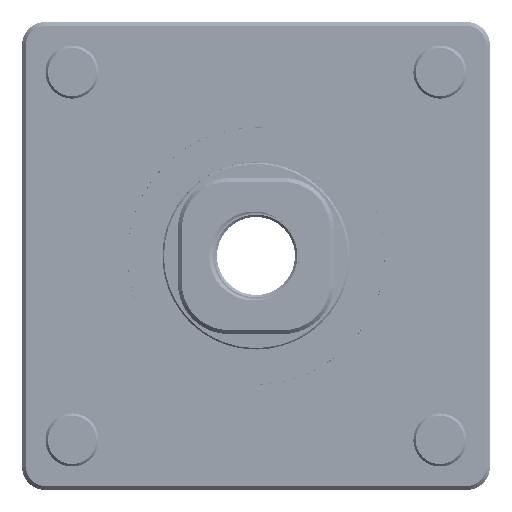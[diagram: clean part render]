
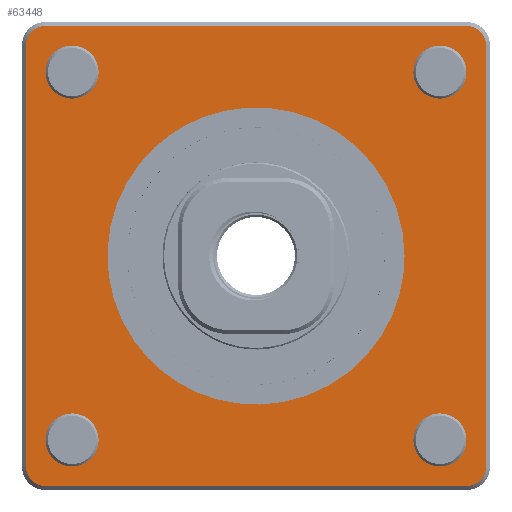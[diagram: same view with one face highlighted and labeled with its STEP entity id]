
A CAD part, front view. The second image highlights one B-rep face of the part: STEP entity #63448.
In plain terms, the highlighted free-form (B-spline) face has degree [1, 1] with [2, 2] control points.
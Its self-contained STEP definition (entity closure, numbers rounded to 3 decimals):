
#62757 = VERTEX_POINT('',#62758);
#62758 = CARTESIAN_POINT('',(32.397,0.,
    -29.652));
#62763 = EDGE_CURVE('',#62757,#62764,#62766,.T.);
#62764 = VERTEX_POINT('',#62765);
#62765 = CARTESIAN_POINT('',(32.397,0.,
    29.652));
#62766 = B_SPLINE_CURVE_WITH_KNOTS('',1,(#62767,#62768),.UNSPECIFIED.,
  .F.,.F.,(2,2),(0.,54.),.PIECEWISE_BEZIER_KNOTS.);
#62767 = CARTESIAN_POINT('',(32.397,0.,
    -29.652));
#62768 = CARTESIAN_POINT('',(32.397,0.,
    29.652));
#63429 = EDGE_CURVE('',#63430,#62757,#63432,.T.);
#63430 = VERTEX_POINT('',#63431);
#63431 = CARTESIAN_POINT('',(29.652,0.,
    -32.397));
#63432 = ( BOUNDED_CURVE() B_SPLINE_CURVE(2,(#63433,#63434,#63435),
.UNSPECIFIED.,.F.,.F.) B_SPLINE_CURVE_WITH_KNOTS((3,3),(0.,
1.571),.PIECEWISE_BEZIER_KNOTS.) CURVE() 
GEOMETRIC_REPRESENTATION_ITEM() RATIONAL_B_SPLINE_CURVE((1.,
0.707,1.)) REPRESENTATION_ITEM('') );
#63433 = CARTESIAN_POINT('',(29.652,0.,-32.397));
#63434 = CARTESIAN_POINT('',(32.397,0.,-32.397));
#63435 = CARTESIAN_POINT('',(32.397,0.,-29.652));
#63448 = ADVANCED_FACE('',(#63449,#63496,#63510,#63524,#63538,#63552),
  #63566,.F.);
#63449 = FACE_BOUND('',#63450,.F.);
#63450 = EDGE_LOOP('',(#63451,#63460,#63466,#63467,#63468,#63475,#63483,
    #63490));
#63451 = ORIENTED_EDGE('',*,*,#63452,.F.);
#63452 = EDGE_CURVE('',#63453,#63455,#63457,.T.);
#63453 = VERTEX_POINT('',#63454);
#63454 = CARTESIAN_POINT('',(29.652,0.,
    32.397));
#63455 = VERTEX_POINT('',#63456);
#63456 = CARTESIAN_POINT('',(-29.652,0.,
    32.397));
#63457 = B_SPLINE_CURVE_WITH_KNOTS('',1,(#63458,#63459),.UNSPECIFIED.,
  .F.,.F.,(2,2),(0.,54.),.PIECEWISE_BEZIER_KNOTS.);
#63458 = CARTESIAN_POINT('',(29.652,0.,32.397));
#63459 = CARTESIAN_POINT('',(-29.652,0.,32.397));
#63460 = ORIENTED_EDGE('',*,*,#63461,.F.);
#63461 = EDGE_CURVE('',#62764,#63453,#63462,.T.);
#63462 = ( BOUNDED_CURVE() B_SPLINE_CURVE(2,(#63463,#63464,#63465),
.UNSPECIFIED.,.F.,.F.) B_SPLINE_CURVE_WITH_KNOTS((3,3),(0.,
1.571),.PIECEWISE_BEZIER_KNOTS.) CURVE() 
GEOMETRIC_REPRESENTATION_ITEM() RATIONAL_B_SPLINE_CURVE((1.,
0.707,1.)) REPRESENTATION_ITEM('') );
#63463 = CARTESIAN_POINT('',(32.397,0.,29.652));
#63464 = CARTESIAN_POINT('',(32.397,0.,32.397));
#63465 = CARTESIAN_POINT('',(29.652,0.,32.397));
#63466 = ORIENTED_EDGE('',*,*,#62763,.F.);
#63467 = ORIENTED_EDGE('',*,*,#63429,.F.);
#63468 = ORIENTED_EDGE('',*,*,#63469,.F.);
#63469 = EDGE_CURVE('',#63470,#63430,#63472,.T.);
#63470 = VERTEX_POINT('',#63471);
#63471 = CARTESIAN_POINT('',(-29.652,0.,
    -32.397));
#63472 = B_SPLINE_CURVE_WITH_KNOTS('',1,(#63473,#63474),.UNSPECIFIED.,
  .F.,.F.,(2,2),(0.,54.),.PIECEWISE_BEZIER_KNOTS.);
#63473 = CARTESIAN_POINT('',(-29.652,0.,-32.397));
#63474 = CARTESIAN_POINT('',(29.652,0.,-32.397));
#63475 = ORIENTED_EDGE('',*,*,#63476,.F.);
#63476 = EDGE_CURVE('',#63477,#63470,#63479,.T.);
#63477 = VERTEX_POINT('',#63478);
#63478 = CARTESIAN_POINT('',(-32.397,0.,
    -29.652));
#63479 = ( BOUNDED_CURVE() B_SPLINE_CURVE(2,(#63480,#63481,#63482),
.UNSPECIFIED.,.F.,.F.) B_SPLINE_CURVE_WITH_KNOTS((3,3),(0.,
1.571),.PIECEWISE_BEZIER_KNOTS.) CURVE() 
GEOMETRIC_REPRESENTATION_ITEM() RATIONAL_B_SPLINE_CURVE((1.,
0.707,1.)) REPRESENTATION_ITEM('') );
#63480 = CARTESIAN_POINT('',(-32.397,0.,-29.652));
#63481 = CARTESIAN_POINT('',(-32.397,0.,-32.397));
#63482 = CARTESIAN_POINT('',(-29.652,0.,-32.397));
#63483 = ORIENTED_EDGE('',*,*,#63484,.F.);
#63484 = EDGE_CURVE('',#63485,#63477,#63487,.T.);
#63485 = VERTEX_POINT('',#63486);
#63486 = CARTESIAN_POINT('',(-32.397,0.,
    29.652));
#63487 = B_SPLINE_CURVE_WITH_KNOTS('',1,(#63488,#63489),.UNSPECIFIED.,
  .F.,.F.,(2,2),(0.,54.),.PIECEWISE_BEZIER_KNOTS.);
#63488 = CARTESIAN_POINT('',(-32.397,0.,
    29.652));
#63489 = CARTESIAN_POINT('',(-32.397,0.,
    -29.652));
#63490 = ORIENTED_EDGE('',*,*,#63491,.F.);
#63491 = EDGE_CURVE('',#63455,#63485,#63492,.T.);
#63492 = ( BOUNDED_CURVE() B_SPLINE_CURVE(2,(#63493,#63494,#63495),
.UNSPECIFIED.,.F.,.F.) B_SPLINE_CURVE_WITH_KNOTS((3,3),(0.,
1.571),.PIECEWISE_BEZIER_KNOTS.) CURVE() 
GEOMETRIC_REPRESENTATION_ITEM() RATIONAL_B_SPLINE_CURVE((1.,
0.707,1.)) REPRESENTATION_ITEM('') );
#63493 = CARTESIAN_POINT('',(-29.652,0.,32.397));
#63494 = CARTESIAN_POINT('',(-32.397,0.,32.397));
#63495 = CARTESIAN_POINT('',(-32.397,0.,29.652));
#63496 = FACE_BOUND('',#63497,.F.);
#63497 = EDGE_LOOP('',(#63498));
#63498 = ORIENTED_EDGE('',*,*,#63499,.T.);
#63499 = EDGE_CURVE('',#63500,#63500,#63502,.T.);
#63500 = VERTEX_POINT('',#63501);
#63501 = CARTESIAN_POINT('',(-23.427,0.,
    -25.898));
#63502 = ( BOUNDED_CURVE() B_SPLINE_CURVE(2,(#63503,#63504,#63505,#63506
    ,#63507,#63508,#63509),.UNSPECIFIED.,.T.,.F.) 
B_SPLINE_CURVE_WITH_KNOTS((1,2,2,2,2,1),(-2.094,0.,
    2.094,4.189,6.283,8.378),
.UNSPECIFIED.) CURVE() GEOMETRIC_REPRESENTATION_ITEM() 
RATIONAL_B_SPLINE_CURVE((1.,0.5,1.,0.5,1.,0.5,1.)) REPRESENTATION_ITEM(
  '') );
#63503 = CARTESIAN_POINT('',(-23.427,0.,
    -25.898));
#63504 = CARTESIAN_POINT('',(-23.427,0.,
    -21.618));
#63505 = CARTESIAN_POINT('',(-27.134,0.,
    -23.758));
#63506 = CARTESIAN_POINT('',(-30.84,0.,
    -25.898));
#63507 = CARTESIAN_POINT('',(-27.134,0.,
    -28.038));
#63508 = CARTESIAN_POINT('',(-23.427,0.,
    -30.178));
#63509 = CARTESIAN_POINT('',(-23.427,0.,
    -25.898));
#63510 = FACE_BOUND('',#63511,.F.);
#63511 = EDGE_LOOP('',(#63512));
#63512 = ORIENTED_EDGE('',*,*,#63513,.T.);
#63513 = EDGE_CURVE('',#63514,#63514,#63516,.T.);
#63514 = VERTEX_POINT('',#63515);
#63515 = CARTESIAN_POINT('',(-23.427,0.,
    25.898));
#63516 = ( BOUNDED_CURVE() B_SPLINE_CURVE(2,(#63517,#63518,#63519,#63520
    ,#63521,#63522,#63523),.UNSPECIFIED.,.T.,.F.) 
B_SPLINE_CURVE_WITH_KNOTS((1,2,2,2,2,1),(-2.094,0.,
    2.094,4.189,6.283,8.378),
.UNSPECIFIED.) CURVE() GEOMETRIC_REPRESENTATION_ITEM() 
RATIONAL_B_SPLINE_CURVE((1.,0.5,1.,0.5,1.,0.5,1.)) REPRESENTATION_ITEM(
  '') );
#63517 = CARTESIAN_POINT('',(-23.427,0.,
    25.898));
#63518 = CARTESIAN_POINT('',(-23.427,0.,
    30.178));
#63519 = CARTESIAN_POINT('',(-27.134,0.,
    28.038));
#63520 = CARTESIAN_POINT('',(-30.84,0.,
    25.898));
#63521 = CARTESIAN_POINT('',(-27.134,0.,
    23.758));
#63522 = CARTESIAN_POINT('',(-23.427,0.,
    21.618));
#63523 = CARTESIAN_POINT('',(-23.427,0.,
    25.898));
#63524 = FACE_BOUND('',#63525,.F.);
#63525 = EDGE_LOOP('',(#63526));
#63526 = ORIENTED_EDGE('',*,*,#63527,.T.);
#63527 = EDGE_CURVE('',#63528,#63528,#63530,.T.);
#63528 = VERTEX_POINT('',#63529);
#63529 = CARTESIAN_POINT('',(20.921,0.,0.));
#63530 = ( BOUNDED_CURVE() B_SPLINE_CURVE(2,(#63531,#63532,#63533,#63534
    ,#63535,#63536,#63537),.UNSPECIFIED.,.T.,.F.) 
B_SPLINE_CURVE_WITH_KNOTS((1,2,2,2,2,1),(-2.094,0.,
    2.094,4.189,6.283,8.378),
.UNSPECIFIED.) CURVE() GEOMETRIC_REPRESENTATION_ITEM() 
RATIONAL_B_SPLINE_CURVE((1.,0.5,1.,0.5,1.,0.5,1.)) REPRESENTATION_ITEM(
  '') );
#63531 = CARTESIAN_POINT('',(20.921,0.,0.));
#63532 = CARTESIAN_POINT('',(20.921,0.,
    36.236));
#63533 = CARTESIAN_POINT('',(-10.461,0.,
    18.118));
#63534 = CARTESIAN_POINT('',(-41.842,0.,
    0.));
#63535 = CARTESIAN_POINT('',(-10.461,0.,
    -18.118));
#63536 = CARTESIAN_POINT('',(20.921,0.,
    -36.236));
#63537 = CARTESIAN_POINT('',(20.921,0.,0.));
#63538 = FACE_BOUND('',#63539,.F.);
#63539 = EDGE_LOOP('',(#63540));
#63540 = ORIENTED_EDGE('',*,*,#63541,.T.);
#63541 = EDGE_CURVE('',#63542,#63542,#63544,.T.);
#63542 = VERTEX_POINT('',#63543);
#63543 = CARTESIAN_POINT('',(28.369,0.,
    -25.898));
#63544 = ( BOUNDED_CURVE() B_SPLINE_CURVE(2,(#63545,#63546,#63547,#63548
    ,#63549,#63550,#63551),.UNSPECIFIED.,.T.,.F.) 
B_SPLINE_CURVE_WITH_KNOTS((1,2,2,2,2,1),(-2.094,0.,
    2.094,4.189,6.283,8.378),
.UNSPECIFIED.) CURVE() GEOMETRIC_REPRESENTATION_ITEM() 
RATIONAL_B_SPLINE_CURVE((1.,0.5,1.,0.5,1.,0.5,1.)) REPRESENTATION_ITEM(
  '') );
#63545 = CARTESIAN_POINT('',(28.369,0.,
    -25.898));
#63546 = CARTESIAN_POINT('',(28.369,0.,
    -21.618));
#63547 = CARTESIAN_POINT('',(24.663,0.,
    -23.758));
#63548 = CARTESIAN_POINT('',(20.956,0.,
    -25.898));
#63549 = CARTESIAN_POINT('',(24.663,0.,
    -28.038));
#63550 = CARTESIAN_POINT('',(28.369,0.,
    -30.178));
#63551 = CARTESIAN_POINT('',(28.369,0.,
    -25.898));
#63552 = FACE_BOUND('',#63553,.F.);
#63553 = EDGE_LOOP('',(#63554));
#63554 = ORIENTED_EDGE('',*,*,#63555,.T.);
#63555 = EDGE_CURVE('',#63556,#63556,#63558,.T.);
#63556 = VERTEX_POINT('',#63557);
#63557 = CARTESIAN_POINT('',(28.369,0.,
    25.898));
#63558 = ( BOUNDED_CURVE() B_SPLINE_CURVE(2,(#63559,#63560,#63561,#63562
    ,#63563,#63564,#63565),.UNSPECIFIED.,.T.,.F.) 
B_SPLINE_CURVE_WITH_KNOTS((1,2,2,2,2,1),(-2.094,0.,
    2.094,4.189,6.283,8.378),
.UNSPECIFIED.) CURVE() GEOMETRIC_REPRESENTATION_ITEM() 
RATIONAL_B_SPLINE_CURVE((1.,0.5,1.,0.5,1.,0.5,1.)) REPRESENTATION_ITEM(
  '') );
#63559 = CARTESIAN_POINT('',(28.369,0.,
    25.898));
#63560 = CARTESIAN_POINT('',(28.369,0.,
    30.178));
#63561 = CARTESIAN_POINT('',(24.663,0.,
    28.038));
#63562 = CARTESIAN_POINT('',(20.956,0.,
    25.898));
#63563 = CARTESIAN_POINT('',(24.663,0.,
    23.758));
#63564 = CARTESIAN_POINT('',(28.369,0.,
    21.618));
#63565 = CARTESIAN_POINT('',(28.369,0.,
    25.898));
#63566 = B_SPLINE_SURFACE_WITH_KNOTS('',1,1,(
    (#63567,#63568)
    ,(#63569,#63570
  )),.UNSPECIFIED.,.F.,.F.,.F.,(2,2),(2,2),(-29.5,29.5),(-29.5,29.5),
  .PIECEWISE_BEZIER_KNOTS.);
#63567 = CARTESIAN_POINT('',(-32.397,0.,-32.397));
#63568 = CARTESIAN_POINT('',(32.397,0.,-32.397));
#63569 = CARTESIAN_POINT('',(-32.397,0.,32.397));
#63570 = CARTESIAN_POINT('',(32.397,0.,32.397));
